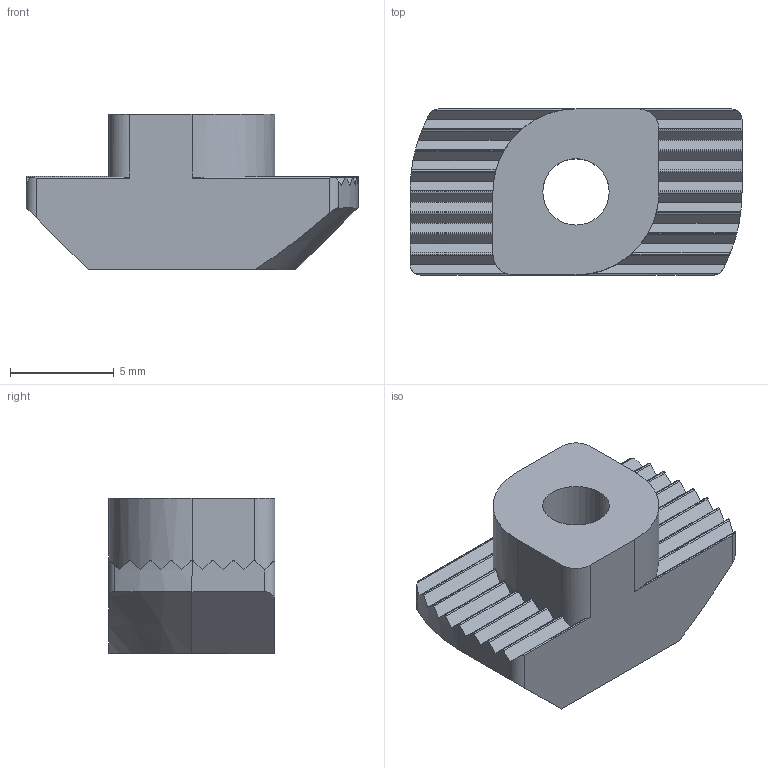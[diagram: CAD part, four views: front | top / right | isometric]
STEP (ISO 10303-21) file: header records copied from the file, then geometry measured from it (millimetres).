
FILE_DESCRIPTION(('FreeCAD Model'),'2;1');
FILE_NAME('Open CASCADE Shape Model','2024-04-03T10:59:40',(''),(''), 'Open CASCADE STEP processor 7.6','FreeCAD','Unknown');
FILE_SCHEMA(('AUTOMOTIVE_DESIGN { 1 0 10303 214 1 1 1 1 }'));
Length unit declared in the file: millimetre
Products named in the file (1): STI8-EMM4
Bounding box: 16 x 8 x 7.5 mm (x, y, z)
Volume: 584.2 mm3; surface area: 576 mm2
Topology: 1 solids, 1 shells, 92 faces, 260 edges, 170 vertices
Faces by surface type: cylinder 48, plane 42, cone 2
Entity records: 9865 total; most frequent: CARTESIAN_POINT 5223, DIRECTION 719, ORIENTED_EDGE 520, PCURVE 520, DEFINITIONAL_REPRESENTATION 520, LINE 430, VECTOR 430, EDGE_CURVE 260
